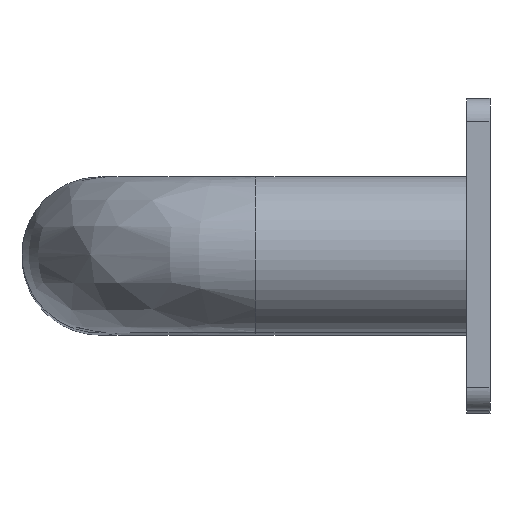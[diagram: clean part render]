
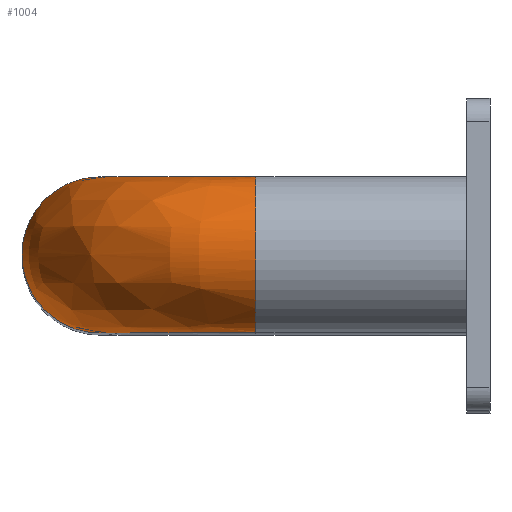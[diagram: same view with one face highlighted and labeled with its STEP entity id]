
A CAD part, top view. The second image highlights one B-rep face of the part: STEP entity #1004.
In plain terms, the highlighted free-form (B-spline) face has degree [2, 2] with [9, 3] control points.
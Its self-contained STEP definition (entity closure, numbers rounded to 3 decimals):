
#954 = VERTEX_POINT('',#955);
#955 = CARTESIAN_POINT('',(-55.856,-11.171,
    -22.343));
#960 = EDGE_CURVE('',#954,#961,#963,.T.);
#961 = VERTEX_POINT('',#962);
#962 = CARTESIAN_POINT('',(-55.856,11.171,
    -22.343));
#963 = ( BOUNDED_CURVE() B_SPLINE_CURVE(2,(#964,#965,#966,#967,#968),
.UNSPECIFIED.,.F.,.F.) B_SPLINE_CURVE_WITH_KNOTS((3,2,3),(-3.142
,-1.571,0.),.UNSPECIFIED.) CURVE() 
GEOMETRIC_REPRESENTATION_ITEM() RATIONAL_B_SPLINE_CURVE((1.,
0.707,1.,0.707,1.)) REPRESENTATION_ITEM('') );
#964 = CARTESIAN_POINT('',(-55.856,-11.171,
    -22.343));
#965 = CARTESIAN_POINT('',(-67.028,-11.171,
    -22.343));
#966 = CARTESIAN_POINT('',(-67.028,0.,
    -22.343));
#967 = CARTESIAN_POINT('',(-67.028,11.171,
    -22.343));
#968 = CARTESIAN_POINT('',(-55.856,11.171,
    -22.343));
#970 = EDGE_CURVE('',#961,#971,#973,.T.);
#971 = VERTEX_POINT('',#972);
#972 = CARTESIAN_POINT('',(-44.685,0.,
    -22.343));
#973 = ( BOUNDED_CURVE() B_SPLINE_CURVE(2,(#974,#975,#976),
.UNSPECIFIED.,.F.,.F.) B_SPLINE_CURVE_WITH_KNOTS((3,3),(-6.283,
-4.712),.PIECEWISE_BEZIER_KNOTS.) CURVE() 
GEOMETRIC_REPRESENTATION_ITEM() RATIONAL_B_SPLINE_CURVE((1.,
0.707,1.)) REPRESENTATION_ITEM('') );
#974 = CARTESIAN_POINT('',(-55.856,11.171,
    -22.343));
#975 = CARTESIAN_POINT('',(-44.685,11.171,
    -22.343));
#976 = CARTESIAN_POINT('',(-44.685,0.,
    -22.343));
#978 = EDGE_CURVE('',#971,#954,#979,.T.);
#979 = ( BOUNDED_CURVE() B_SPLINE_CURVE(2,(#980,#981,#982),
.UNSPECIFIED.,.F.,.F.) B_SPLINE_CURVE_WITH_KNOTS((3,3),(-4.712,
-3.142),.PIECEWISE_BEZIER_KNOTS.) CURVE() 
GEOMETRIC_REPRESENTATION_ITEM() RATIONAL_B_SPLINE_CURVE((1.,
0.707,1.)) REPRESENTATION_ITEM('') );
#980 = CARTESIAN_POINT('',(-44.685,0.,
    -22.343));
#981 = CARTESIAN_POINT('',(-44.685,-11.171,
    -22.343));
#982 = CARTESIAN_POINT('',(-55.856,-11.171,
    -22.343));
#1004 = ADVANCED_FACE('',(#1005),#1043,.T.);
#1005 = FACE_BOUND('',#1006,.T.);
#1006 = EDGE_LOOP('',(#1007,#1008,#1009,#1010,#1018,#1026,#1036,#1042));
#1007 = ORIENTED_EDGE('',*,*,#970,.F.);
#1008 = ORIENTED_EDGE('',*,*,#960,.F.);
#1009 = ORIENTED_EDGE('',*,*,#978,.F.);
#1010 = ORIENTED_EDGE('',*,*,#1011,.T.);
#1011 = EDGE_CURVE('',#971,#1012,#1014,.T.);
#1012 = VERTEX_POINT('',#1013);
#1013 = CARTESIAN_POINT('',(-33.514,0.,
    -11.171));
#1014 = ( BOUNDED_CURVE() B_SPLINE_CURVE(2,(#1015,#1016,#1017),
.UNSPECIFIED.,.F.,.F.) B_SPLINE_CURVE_WITH_KNOTS((3,3),(1.571,
3.142),.PIECEWISE_BEZIER_KNOTS.) CURVE() 
GEOMETRIC_REPRESENTATION_ITEM() RATIONAL_B_SPLINE_CURVE((1.,
0.707,1.)) REPRESENTATION_ITEM('') );
#1015 = CARTESIAN_POINT('',(-44.685,0.,
    -22.343));
#1016 = CARTESIAN_POINT('',(-44.685,0.,
    -11.171));
#1017 = CARTESIAN_POINT('',(-33.514,0.,
    -11.171));
#1018 = ORIENTED_EDGE('',*,*,#1019,.T.);
#1019 = EDGE_CURVE('',#1012,#1020,#1022,.T.);
#1020 = VERTEX_POINT('',#1021);
#1021 = CARTESIAN_POINT('',(-33.514,-11.171,0.));
#1022 = ( BOUNDED_CURVE() B_SPLINE_CURVE(2,(#1023,#1024,#1025),
.UNSPECIFIED.,.F.,.F.) B_SPLINE_CURVE_WITH_KNOTS((3,3),(-4.712,
-3.142),.PIECEWISE_BEZIER_KNOTS.) CURVE() 
GEOMETRIC_REPRESENTATION_ITEM() RATIONAL_B_SPLINE_CURVE((1.,
0.707,1.)) REPRESENTATION_ITEM('') );
#1023 = CARTESIAN_POINT('',(-33.514,0.,
    -11.171));
#1024 = CARTESIAN_POINT('',(-33.514,-11.171,
    -11.171));
#1025 = CARTESIAN_POINT('',(-33.514,-11.171,
    0.));
#1026 = ORIENTED_EDGE('',*,*,#1027,.T.);
#1027 = EDGE_CURVE('',#1020,#1028,#1030,.T.);
#1028 = VERTEX_POINT('',#1029);
#1029 = CARTESIAN_POINT('',(-33.514,11.171,0.));
#1030 = ( BOUNDED_CURVE() B_SPLINE_CURVE(2,(#1031,#1032,#1033,#1034,
#1035),.UNSPECIFIED.,.F.,.F.) B_SPLINE_CURVE_WITH_KNOTS((3,2,3),(
-3.142,-1.571,0.),.UNSPECIFIED.) CURVE() 
GEOMETRIC_REPRESENTATION_ITEM() RATIONAL_B_SPLINE_CURVE((1.,
0.707,1.,0.707,1.)) REPRESENTATION_ITEM('') );
#1031 = CARTESIAN_POINT('',(-33.514,-11.171,
    0.));
#1032 = CARTESIAN_POINT('',(-33.514,-11.171,
    11.171));
#1033 = CARTESIAN_POINT('',(-33.514,0.,
    11.171));
#1034 = CARTESIAN_POINT('',(-33.514,11.171,
    11.171));
#1035 = CARTESIAN_POINT('',(-33.514,11.171,0.));
#1036 = ORIENTED_EDGE('',*,*,#1037,.T.);
#1037 = EDGE_CURVE('',#1028,#1012,#1038,.T.);
#1038 = ( BOUNDED_CURVE() B_SPLINE_CURVE(2,(#1039,#1040,#1041),
.UNSPECIFIED.,.F.,.F.) B_SPLINE_CURVE_WITH_KNOTS((3,3),(-6.283,
-4.712),.PIECEWISE_BEZIER_KNOTS.) CURVE() 
GEOMETRIC_REPRESENTATION_ITEM() RATIONAL_B_SPLINE_CURVE((1.,
0.707,1.)) REPRESENTATION_ITEM('') );
#1039 = CARTESIAN_POINT('',(-33.514,11.171,
    0.));
#1040 = CARTESIAN_POINT('',(-33.514,11.171,
    -11.171));
#1041 = CARTESIAN_POINT('',(-33.514,0.,
    -11.171));
#1042 = ORIENTED_EDGE('',*,*,#1011,.F.);
#1043 = ( BOUNDED_SURFACE() B_SPLINE_SURFACE(2,2,(
    (#1044,#1045,#1046)
    ,(#1047,#1048,#1049)
    ,(#1050,#1051,#1052)
    ,(#1053,#1054,#1055)
    ,(#1056,#1057,#1058)
    ,(#1059,#1060,#1061)
    ,(#1062,#1063,#1064)
    ,(#1065,#1066,#1067)
    ,(#1068,#1069,#1070
)),.UNSPECIFIED.,.T.,.F.,.F.) B_SPLINE_SURFACE_WITH_KNOTS((1,2,2,2,2,2,1
    ),(3,3),(-4.712,-3.142,-1.571,0.,
    1.571,3.142,4.712),(-3.142,
-1.571),.UNSPECIFIED.) GEOMETRIC_REPRESENTATION_ITEM() 
RATIONAL_B_SPLINE_SURFACE((
    (1.,0.707,1.)
    ,(0.707,0.5,0.707)
    ,(1.,0.707,1.)
    ,(0.707,0.5,0.707)
    ,(1.,0.707,1.)
    ,(0.707,0.5,0.707)
    ,(1.,0.707,1.)
    ,(0.707,0.5,0.707)
,(1.,0.707,1.))) REPRESENTATION_ITEM('') SURFACE() );
#1044 = CARTESIAN_POINT('',(-33.514,0.,
    -11.171));
#1045 = CARTESIAN_POINT('',(-44.685,0.,
    -11.171));
#1046 = CARTESIAN_POINT('',(-44.685,0.,
    -22.343));
#1047 = CARTESIAN_POINT('',(-33.514,-11.171,
    -11.171));
#1048 = CARTESIAN_POINT('',(-44.685,-11.171,
    -11.171));
#1049 = CARTESIAN_POINT('',(-44.685,-11.171,
    -22.343));
#1050 = CARTESIAN_POINT('',(-33.514,-11.171,0.));
#1051 = CARTESIAN_POINT('',(-55.856,-11.171,
    0.));
#1052 = CARTESIAN_POINT('',(-55.856,-11.171,
    -22.343));
#1053 = CARTESIAN_POINT('',(-33.514,-11.171,
    11.171));
#1054 = CARTESIAN_POINT('',(-67.028,-11.171,
    11.171));
#1055 = CARTESIAN_POINT('',(-67.028,-11.171,
    -22.343));
#1056 = CARTESIAN_POINT('',(-33.514,0.,11.171));
#1057 = CARTESIAN_POINT('',(-67.028,0.,11.171));
#1058 = CARTESIAN_POINT('',(-67.028,0.,-22.343));
#1059 = CARTESIAN_POINT('',(-33.514,11.171,
    11.171));
#1060 = CARTESIAN_POINT('',(-67.028,11.171,
    11.171));
#1061 = CARTESIAN_POINT('',(-67.028,11.171,
    -22.343));
#1062 = CARTESIAN_POINT('',(-33.514,11.171,0.));
#1063 = CARTESIAN_POINT('',(-55.856,11.171,
    0.));
#1064 = CARTESIAN_POINT('',(-55.856,11.171,
    -22.343));
#1065 = CARTESIAN_POINT('',(-33.514,11.171,
    -11.171));
#1066 = CARTESIAN_POINT('',(-44.685,11.171,
    -11.171));
#1067 = CARTESIAN_POINT('',(-44.685,11.171,
    -22.343));
#1068 = CARTESIAN_POINT('',(-33.514,0.,
    -11.171));
#1069 = CARTESIAN_POINT('',(-44.685,0.,
    -11.171));
#1070 = CARTESIAN_POINT('',(-44.685,0.,
    -22.343));
